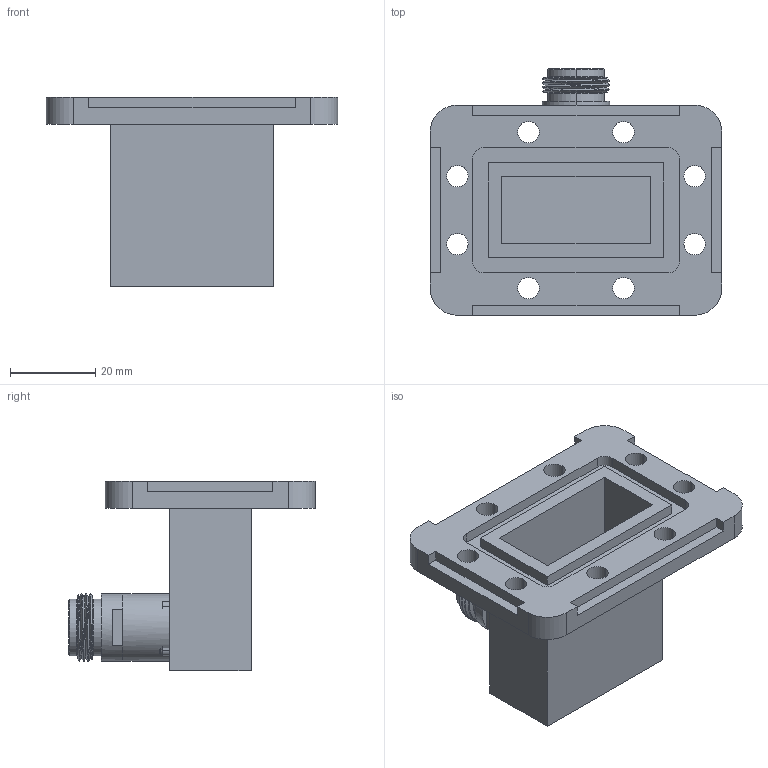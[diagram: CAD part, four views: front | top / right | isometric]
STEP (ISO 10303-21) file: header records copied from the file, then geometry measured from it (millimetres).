
FILE_DESCRIPTION (( 'STEP AP214' ), '1' );
FILE_NAME ('PEWCA1051.step', '2021-05-20T17:07:48', ( '' ), ( '' ), 'SwSTEP 2.0', 'SolidWorks 2020', '' );
FILE_SCHEMA (( 'AUTOMOTIVE_DESIGN' ));
Length unit declared in the file: inch
Products named in the file (3): PEWCA1051; PEWCA1050; N FEMALE-SOLID
Assembly tree (2 placements, depth 2):
  PEWCA1051
    PEWCA1050
    N FEMALE-SOLID
Bounding box: 68.25 x 57.77 x 44.45 mm (x, y, z)
Volume: 26196.9 mm3; surface area: 21077.7 mm2
Topology: 4 solids, 4 shells, 352 faces, 917 edges, 599 vertices
Faces by surface type: plane 144, cylinder 124, cone 48, bspline 34, torus 2
Entity records: 19026 total; most frequent: CARTESIAN_POINT 9575, ORIENTED_EDGE 1834, DIRECTION 1558, EDGE_CURVE 917, VERTEX_POINT 599, AXIS2_PLACEMENT_3D 586, EDGE_LOOP 398, VECTOR 386
